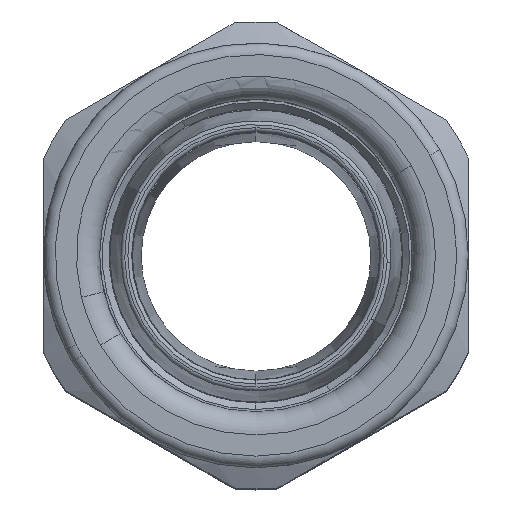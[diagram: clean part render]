
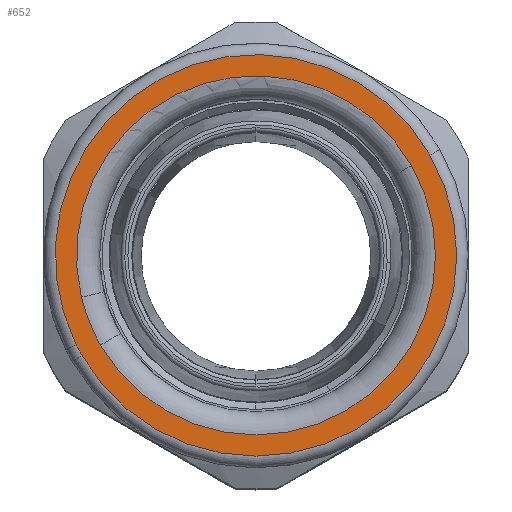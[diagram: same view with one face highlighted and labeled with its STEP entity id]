
A CAD part, top view. The second image highlights one B-rep face of the part: STEP entity #652.
In plain terms, the highlighted planar face has unit normal (0, 0, 1).
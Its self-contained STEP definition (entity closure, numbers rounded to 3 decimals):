
#536=AXIS2_PLACEMENT_3D('Circle Axis2P3D',#534,#535,$) ;
#553=AXIS2_PLACEMENT_3D('Circle Axis2P3D',#551,#552,$) ;
#577=AXIS2_PLACEMENT_3D('Circle Axis2P3D',#575,#576,$) ;
#619=AXIS2_PLACEMENT_3D('Plane Axis2P3D',#616,#617,#618) ;
#623=AXIS2_PLACEMENT_3D('Circle Axis2P3D',#621,#622,$) ;
#632=AXIS2_PLACEMENT_3D('Circle Axis2P3D',#630,#631,$) ;
#639=AXIS2_PLACEMENT_3D('Circle Axis2P3D',#637,#638,$) ;
#524=CARTESIAN_POINT('Vertex',(4.892,24.69,103.4)) ;
#531=CARTESIAN_POINT('Vertex',(47.635,41.742,103.4)) ;
#534=CARTESIAN_POINT('Axis2P3D Location',(27.5,30.117,103.4)) ;
#551=CARTESIAN_POINT('Axis2P3D Location',(27.5,30.117,103.4)) ;
#555=CARTESIAN_POINT('Vertex',(7.365,18.492,103.4)) ;
#575=CARTESIAN_POINT('Axis2P3D Location',(27.5,30.117,103.4)) ;
#616=CARTESIAN_POINT('Axis2P3D Location',(27.5,30.117,103.4)) ;
#621=CARTESIAN_POINT('Axis2P3D Location',(27.5,30.117,103.4)) ;
#625=CARTESIAN_POINT('Vertex',(50.017,43.117,103.4)) ;
#627=CARTESIAN_POINT('Vertex',(4.212,18.555,103.4)) ;
#630=CARTESIAN_POINT('Axis2P3D Location',(27.5,30.117,103.4)) ;
#634=CARTESIAN_POINT('Vertex',(4.983,17.117,103.4)) ;
#637=CARTESIAN_POINT('Axis2P3D Location',(27.5,30.117,103.4)) ;
#535=DIRECTION('Axis2P3D Direction',(0.,0.,1.)) ;
#552=DIRECTION('Axis2P3D Direction',(0.,0.,1.)) ;
#576=DIRECTION('Axis2P3D Direction',(0.,0.,1.)) ;
#617=DIRECTION('Axis2P3D Direction',(0.,0.,1.)) ;
#618=DIRECTION('Axis2P3D XDirection',(-0.866,-0.5,0.)) ;
#622=DIRECTION('Axis2P3D Direction',(0.,0.,1.)) ;
#631=DIRECTION('Axis2P3D Direction',(0.,0.,1.)) ;
#638=DIRECTION('Axis2P3D Direction',(0.,0.,1.)) ;
#643=ORIENTED_EDGE('',*,*,#629,.T.) ;
#644=ORIENTED_EDGE('',*,*,#636,.T.) ;
#645=ORIENTED_EDGE('',*,*,#641,.T.) ;
#648=ORIENTED_EDGE('',*,*,#557,.F.) ;
#649=ORIENTED_EDGE('',*,*,#538,.F.) ;
#650=ORIENTED_EDGE('',*,*,#579,.F.) ;
#651=FACE_BOUND('',#647,.T.) ;
#652=ADVANCED_FACE('PartBody',(#646,#651),#620,.T.) ;
#537=CIRCLE('generated circle',#536,23.25) ;
#554=CIRCLE('generated circle',#553,23.25) ;
#578=CIRCLE('generated circle',#577,23.25) ;
#624=CIRCLE('generated circle',#623,26.) ;
#633=CIRCLE('generated circle',#632,26.) ;
#640=CIRCLE('generated circle',#639,26.) ;
#538=EDGE_CURVE('',#532,#525,#537,.T.) ;
#557=EDGE_CURVE('',#525,#556,#554,.T.) ;
#579=EDGE_CURVE('',#556,#532,#578,.T.) ;
#629=EDGE_CURVE('',#626,#628,#624,.T.) ;
#636=EDGE_CURVE('',#628,#635,#633,.T.) ;
#641=EDGE_CURVE('',#635,#626,#640,.T.) ;
#642=EDGE_LOOP('',(#643,#644,#645)) ;
#647=EDGE_LOOP('',(#648,#649,#650)) ;
#646=FACE_OUTER_BOUND('',#642,.T.) ;
#620=PLANE('',#619) ;
#525=VERTEX_POINT('',#524) ;
#532=VERTEX_POINT('',#531) ;
#556=VERTEX_POINT('',#555) ;
#626=VERTEX_POINT('',#625) ;
#628=VERTEX_POINT('',#627) ;
#635=VERTEX_POINT('',#634) ;
